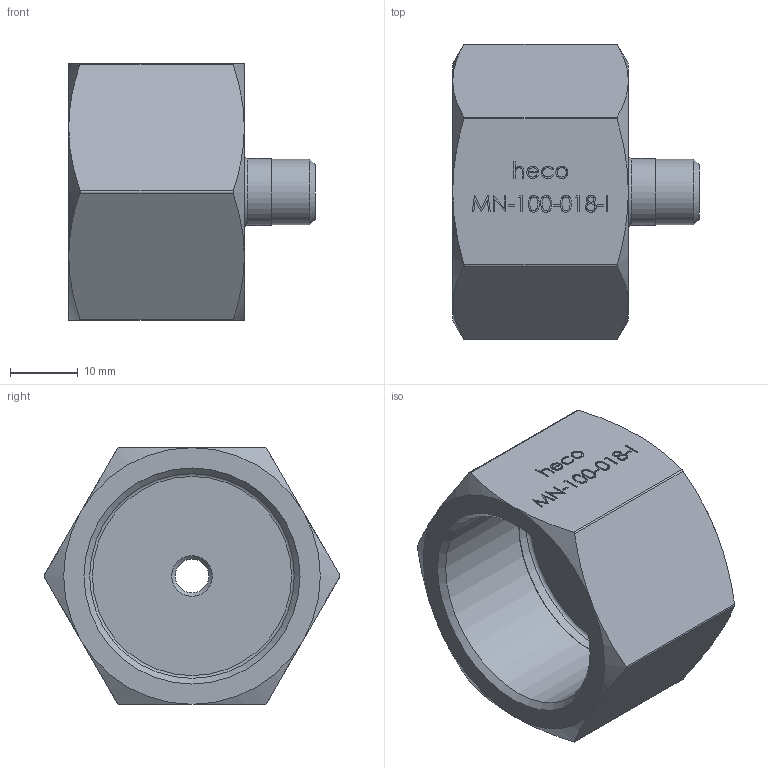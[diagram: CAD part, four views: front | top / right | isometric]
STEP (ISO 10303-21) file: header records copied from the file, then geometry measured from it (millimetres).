
FILE_DESCRIPTION (( 'STEP AP214' ), '1' );
FILE_NAME ('heco_MN-100-018-I.STEP', '2016-06-20T13:49:02', ( '' ), ( '' ), 'SwSTEP 2.0', 'SolidWorks 2011', '' );
FILE_SCHEMA (( 'AUTOMOTIVE_DESIGN' ));
Length unit declared in the file: millimetre
Products named in the file (1): heco_MN-100-018-I
Bounding box: 36.5 x 43.78 x 38 mm (x, y, z)
Volume: 19648.7 mm3; surface area: 8042.1 mm2
Topology: 1 solids, 1 shells, 207 faces, 518 edges, 340 vertices
Faces by surface type: plane 99, bspline 79, cone 16, cylinder 11, torus 2
Full cylindrical faces by diameter (mm): 5 x1, 9.728 x1, 9.928 x1, 30.291 x1, 30.491 x1
Entity records: 11371 total; most frequent: CARTESIAN_POINT 6526, ORIENTED_EDGE 1010, DIRECTION 597, EDGE_CURVE 505, VERTEX_POINT 338, VECTOR 283, LINE 283, EDGE_LOOP 247
